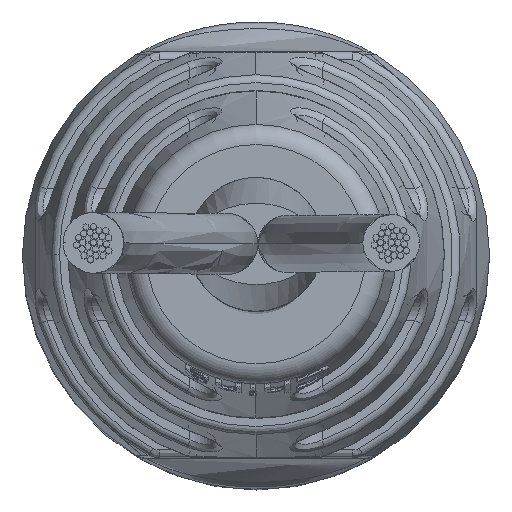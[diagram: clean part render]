
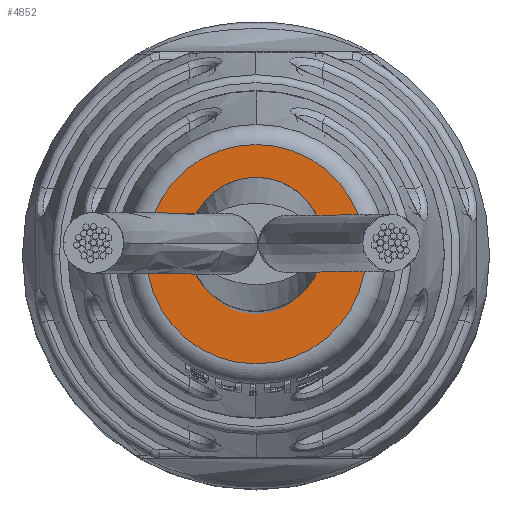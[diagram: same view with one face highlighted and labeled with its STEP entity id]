
A CAD part, top view. The second image highlights one B-rep face of the part: STEP entity #4852.
In plain terms, the highlighted face is planar.
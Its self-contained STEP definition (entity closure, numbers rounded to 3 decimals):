
#1856 = CIRCLE ( 'NONE', #18285, 2.7 ) ;
#1977 = VERTEX_POINT ( 'NONE', #22444 ) ;
#2040 = DIRECTION ( 'NONE',  ( 1., 0., 0. ) ) ;
#2321 = DIRECTION ( 'NONE',  ( -1., 0., 0. ) ) ;
#2324 = AXIS2_PLACEMENT_3D ( 'NONE', #6019, #2321, #24894 ) ;
#2373 = AXIS2_PLACEMENT_3D ( 'NONE', #12485, #2040, #22997 ) ;
#3944 = EDGE_CURVE ( 'NONE', #1977, #8135, #1856, .T. ) ;
#4108 = CIRCLE ( 'NONE', #2373, 2.7 ) ;
#4852 = ADVANCED_FACE ( 'NONE', ( #8410 ), #16685, .F. ) ;
#5361 = CARTESIAN_POINT ( 'NONE',  ( 35., 0., 0. ) ) ;
#6019 = CARTESIAN_POINT ( 'NONE',  ( 35., 0., 0. ) ) ;
#8135 = VERTEX_POINT ( 'NONE', #12992 ) ;
#8410 = FACE_OUTER_BOUND ( 'NONE', #11393, .T. ) ;
#11393 = EDGE_LOOP ( 'NONE', ( #20934, #23373 ) ) ;
#12485 = CARTESIAN_POINT ( 'NONE',  ( 35., 0., 0. ) ) ;
#12992 = CARTESIAN_POINT ( 'NONE',  ( 35., 0., -2.7 ) ) ;
#15762 = DIRECTION ( 'NONE',  ( 1., 0., 0. ) ) ;
#16685 = PLANE ( 'NONE',  #2324 ) ;
#18285 = AXIS2_PLACEMENT_3D ( 'NONE', #5361, #15762, #23992 ) ;
#20934 = ORIENTED_EDGE ( 'NONE', *, *, #3944, .T. ) ;
#22444 = CARTESIAN_POINT ( 'NONE',  ( 35., 0., 2.7 ) ) ;
#22499 = EDGE_CURVE ( 'NONE', #8135, #1977, #4108, .T. ) ;
#22997 = DIRECTION ( 'NONE',  ( 0., 0., 1. ) ) ;
#23373 = ORIENTED_EDGE ( 'NONE', *, *, #22499, .T. ) ;
#23992 = DIRECTION ( 'NONE',  ( 0., 0., 1. ) ) ;
#24894 = DIRECTION ( 'NONE',  ( 0., 0., 1. ) ) ;
